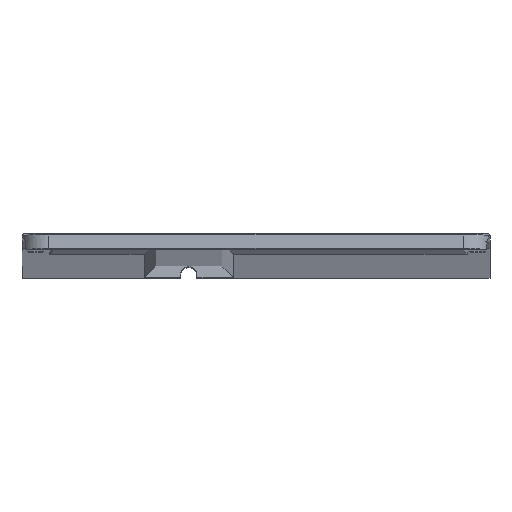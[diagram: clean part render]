
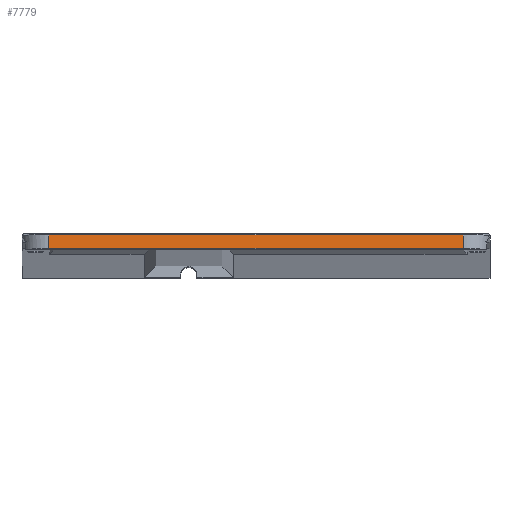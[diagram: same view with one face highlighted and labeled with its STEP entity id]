
A CAD part, front view. The second image highlights one B-rep face of the part: STEP entity #7779.
In plain terms, the highlighted planar face has unit normal (0, -0.996, 0.087).
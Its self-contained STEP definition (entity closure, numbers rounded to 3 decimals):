
#304=PLANE('',#8259);
#649=LINE('',#10290,#1473);
#656=LINE('',#10362,#1480);
#660=LINE('',#10411,#1484);
#661=LINE('',#10446,#1485);
#1473=VECTOR('',#8640,10.);
#1480=VECTOR('',#8669,10.);
#1484=VECTOR('',#8679,10.);
#1485=VECTOR('',#8682,10.);
#2343=FACE_OUTER_BOUND('',#2799,.T.);
#2799=EDGE_LOOP('',(#5424,#5425,#5426,#5427));
#3434=VERTEX_POINT('',#10283);
#3435=VERTEX_POINT('',#10289);
#3451=VERTEX_POINT('',#10359);
#3452=VERTEX_POINT('',#10361);
#4189=EDGE_CURVE('',#3434,#3435,#649,.T.);
#4209=EDGE_CURVE('',#3451,#3452,#656,.T.);
#4218=EDGE_CURVE('',#3452,#3434,#660,.T.);
#4221=EDGE_CURVE('',#3435,#3451,#661,.F.);
#5424=ORIENTED_EDGE('',*,*,#4218,.F.);
#5425=ORIENTED_EDGE('',*,*,#4209,.F.);
#5426=ORIENTED_EDGE('',*,*,#4221,.F.);
#5427=ORIENTED_EDGE('',*,*,#4189,.F.);
#7779=ADVANCED_FACE('',(#2343),#304,.T.);
#8259=AXIS2_PLACEMENT_3D('',#10445,#8680,#8681);
#8640=DIRECTION('',(0.,-0.087,-0.996));
#8669=DIRECTION('',(0.,0.087,0.996));
#8679=DIRECTION('',(1.,0.,0.));
#8680=DIRECTION('center_axis',(0.,-0.996,0.087));
#8681=DIRECTION('ref_axis',(0.,0.087,0.996));
#8682=DIRECTION('',(1.,0.,0.));
#10283=CARTESIAN_POINT('',(-192.099,-14.619,11.315));
#10289=CARTESIAN_POINT('',(-192.099,-15.055,6.33));
#10290=CARTESIAN_POINT('',(-192.099,-14.849,8.691));
#10359=CARTESIAN_POINT('',(-345.515,-15.055,6.33));
#10361=CARTESIAN_POINT('',(-345.515,-14.619,11.315));
#10362=CARTESIAN_POINT('',(-345.515,-14.849,8.691));
#10411=CARTESIAN_POINT('',(-181.999,-14.619,11.315));
#10445=CARTESIAN_POINT('Origin',(-181.999,-15.055,6.33));
#10446=CARTESIAN_POINT('',(-181.999,-15.055,6.33));
